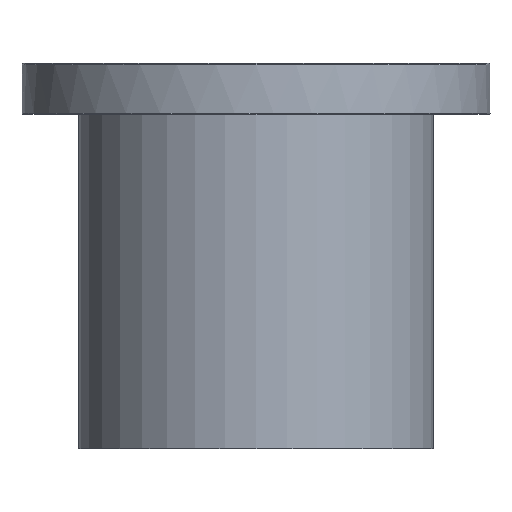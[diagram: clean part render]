
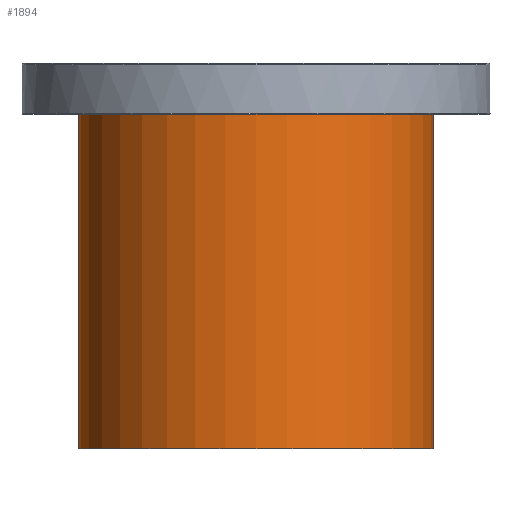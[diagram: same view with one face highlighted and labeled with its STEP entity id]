
A CAD part, front view. The second image highlights one B-rep face of the part: STEP entity #1894.
In plain terms, the highlighted cylindrical face has radius 77 mm (diameter 154 mm), a full revolution.
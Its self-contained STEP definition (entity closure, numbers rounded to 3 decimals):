
#1832=CARTESIAN_POINT('',(77.,0.,342.5));
#1833=VERTEX_POINT('',#1832);
#1834=CARTESIAN_POINT('',(0.,0.,342.5));
#1835=DIRECTION('',(0.0,0.0,1.0));
#1836=DIRECTION('',(-1.0,0.0,0.0));
#1837=AXIS2_PLACEMENT_3D('',#1834,#1835,#1836);
#1838=CIRCLE('',#1837,77.);
#1839=EDGE_CURVE('',#1833,#1833,#1838,.T.);
#1875=CARTESIAN_POINT('',(0.,0.,0.));
#1876=DIRECTION('',(0.,0.,1.0));
#1877=DIRECTION('',(-1.0,0.0,0.0));
#1878=AXIS2_PLACEMENT_3D('',#1875,#1876,#1877);
#1879=CYLINDRICAL_SURFACE('',#1878,77.);
#1880=ORIENTED_EDGE('',*,*,#1839,.T.);
#1881=EDGE_LOOP('',(#1880));
#1882=FACE_OUTER_BOUND('',#1881,.T.);
#1883=CARTESIAN_POINT('',(77.,0.,500.));
#1884=VERTEX_POINT('',#1883);
#1885=CARTESIAN_POINT('',(0.,0.,500.));
#1886=DIRECTION('',(0.0,0.0,-1.0));
#1887=DIRECTION('',(-1.0,0.0,0.0));
#1888=AXIS2_PLACEMENT_3D('',#1885,#1886,#1887);
#1889=CIRCLE('',#1888,77.);
#1890=EDGE_CURVE('',#1884,#1884,#1889,.T.);
#1891=ORIENTED_EDGE('',*,*,#1890,.T.);
#1892=EDGE_LOOP('',(#1891));
#1893=FACE_BOUND('',#1892,.T.);
#1894=ADVANCED_FACE('',(#1882,#1893),#1879,.T.);
